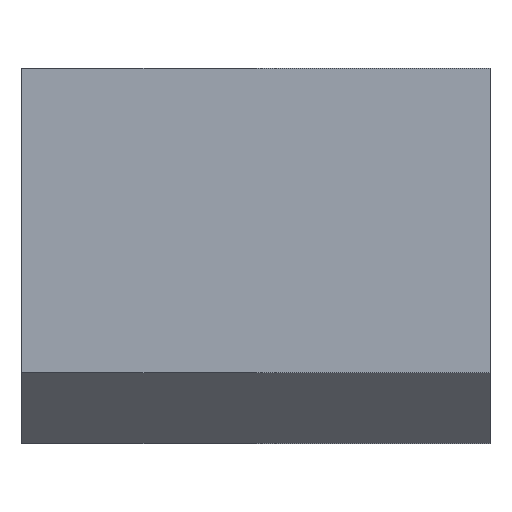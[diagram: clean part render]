
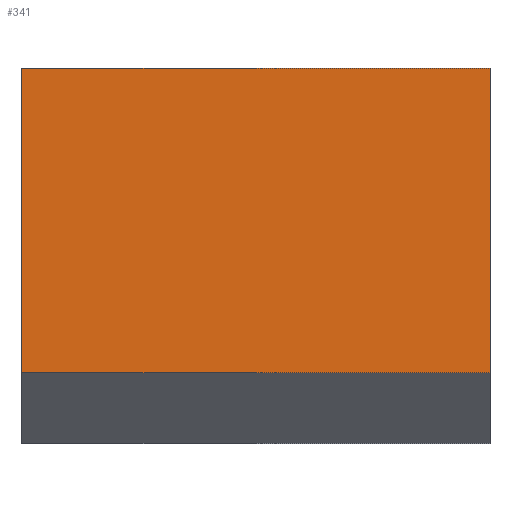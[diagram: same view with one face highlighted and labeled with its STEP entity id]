
A CAD part, top view. The second image highlights one B-rep face of the part: STEP entity #341.
In plain terms, the highlighted planar face has unit normal (0, 0, 1).
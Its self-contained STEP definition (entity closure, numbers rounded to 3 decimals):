
#47=ORIENTED_EDGE('',*,*,#127,.T.);
#48=ORIENTED_EDGE('',*,*,#128,.F.);
#49=ORIENTED_EDGE('',*,*,#129,.F.);
#50=ORIENTED_EDGE('',*,*,#130,.T.);
#127=EDGE_CURVE('',#167,#168,#199,.T.);
#128=EDGE_CURVE('',#169,#168,#200,.T.);
#129=EDGE_CURVE('',#170,#169,#201,.T.);
#130=EDGE_CURVE('',#170,#167,#202,.T.);
#167=VERTEX_POINT('',#515);
#168=VERTEX_POINT('',#516);
#169=VERTEX_POINT('',#518);
#170=VERTEX_POINT('',#520);
#199=LINE('',#514,#223);
#200=LINE('',#517,#224);
#201=LINE('',#519,#225);
#202=LINE('',#521,#226);
#223=VECTOR('',#416,1000.);
#224=VECTOR('',#417,1000.);
#225=VECTOR('',#418,1000.);
#226=VECTOR('',#419,1000.);
#247=EDGE_LOOP('',(#47,#48,#49,#50));
#289=FACE_BOUND('',#247,.T.);
#331=PLANE('',#375);
#341=ADVANCED_FACE('',(#289),#331,.F.);
#375=AXIS2_PLACEMENT_3D('',#513,#414,#415);
#414=DIRECTION('',(0.,0.,-1.));
#415=DIRECTION('',(-1.,0.,0.));
#416=DIRECTION('',(0.,-1.,0.));
#417=DIRECTION('',(-1.,0.,0.));
#418=DIRECTION('',(0.,-1.,0.));
#419=DIRECTION('',(-1.,0.,0.));
#513=CARTESIAN_POINT('',(40.,16.,24.));
#514=CARTESIAN_POINT('',(0.,16.,24.));
#515=CARTESIAN_POINT('',(0.,16.,24.));
#516=CARTESIAN_POINT('',(0.,-10.,24.));
#517=CARTESIAN_POINT('',(40.,-10.,24.));
#518=CARTESIAN_POINT('',(40.,-10.,24.));
#519=CARTESIAN_POINT('',(40.,16.,24.));
#520=CARTESIAN_POINT('',(40.,16.,24.));
#521=CARTESIAN_POINT('',(40.,16.,24.));
